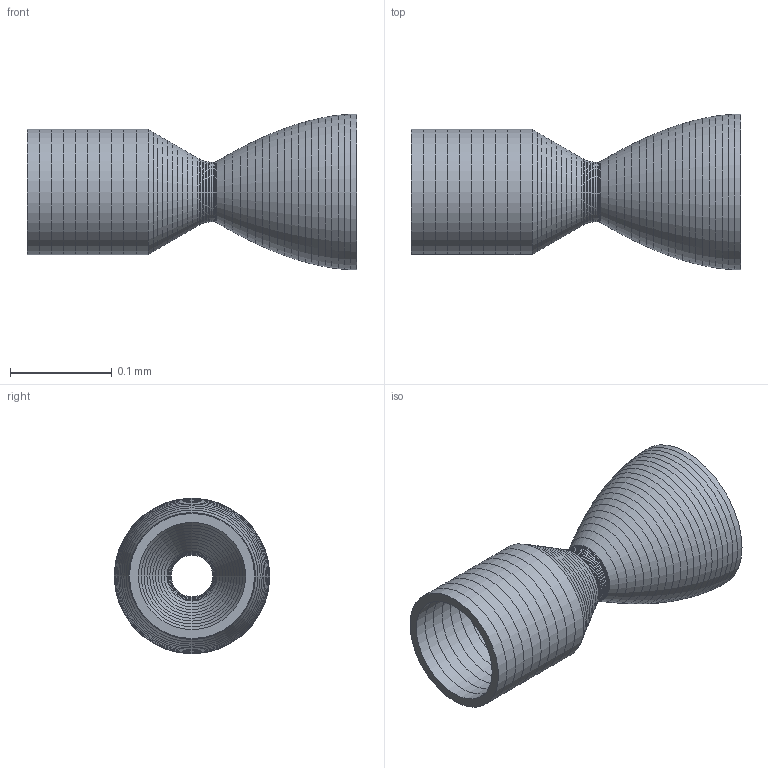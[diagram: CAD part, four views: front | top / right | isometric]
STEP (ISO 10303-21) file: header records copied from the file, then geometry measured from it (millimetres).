
FILE_DESCRIPTION(('FreeCAD Model'),'2;1');
FILE_NAME('defaultREngine.stp', '2020-01-22T09:11:08',('FreeCAD'),('FreeCAD'), 'Open CASCADE STEP processor 7.3','FreeCAD','Unknown');
FILE_SCHEMA(('AUTOMOTIVE_DESIGN { 1 0 10303 214 1 1 1 1 }'));
Length unit declared in the file: millimetre
Products named in the file (1): Open CASCADE STEP translator 7.3 1
Bounding box: 0.32 x 0.15 x 0.15 mm (x, y, z)
Volume: 0 mm3; surface area: 0.2 mm2
Topology: 1 solids, 1 shells, 122 faces, 242 edges, 122 vertices
Faces by surface type: cone 98, cylinder 22, plane 2
Full cylindrical faces by diameter (mm): 0.041 x1, 0.059 x1, 0.105 x10, 0.123 x10
Entity records: 6204 total; most frequent: DIRECTION 1094, CARTESIAN_POINT 971, LINE 600, VECTOR 600, ORIENTED_EDGE 484, PCURVE 484, DEFINITIONAL_REPRESENTATION 484, AXIS2_PLACEMENT_3D 245
